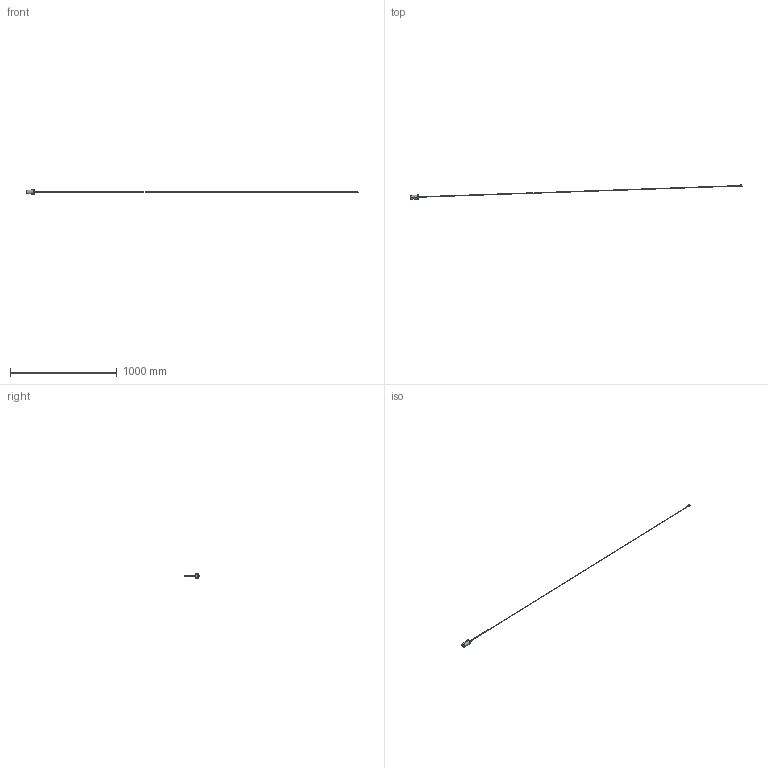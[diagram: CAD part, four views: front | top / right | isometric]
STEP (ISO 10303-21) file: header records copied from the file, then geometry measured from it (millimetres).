
FILE_DESCRIPTION (( 'STEP AP214' ), '1' );
FILE_NAME ('TLS.01.305724_web.STEP', '2020-03-11T08:01:32', ( '' ), ( '' ), 'SwSTEP 2.0', 'SolidWorks 2017', '' );
FILE_SCHEMA (( 'AUTOMOTIVE_DESIGN' ));
Length unit declared in the file: millimetre
Products named in the file (18): STD FAKRA(AT).F.ST-Code D_Code D; cable; STD FAKRA(AT).F.ST-Code D; Housing-1; Nut; Cellular; TLS.01.305724_web; O-Ring-2; O-Ring-4; Cellular_Blue_CFD200; Washer
Assembly tree (9 placements, depth 2):
  Housing-1
  Cellular
  TLS.01.305724_web
    Housing-1
    O-Ring-2
    O-Ring-4
    Cellular_Blue_CFD200
    cable
    Nut
    Washer
    STD FAKRA(AT).F.ST-Code D_Code D
  O-Ring-2
  TLS.01.305724_web
    STD FAKRA(AT).F.ST-Code D
Bounding box: 3116.26 x 135.94 x 42.01 mm (x, y, z)
Volume: 153942.1 mm3; surface area: 66371.5 mm2
Topology: 16 solids, 19 shells, 1034 faces, 2612 edges, 1631 vertices
Faces by surface type: bspline 562, cylinder 220, plane 185, cone 39, torus 28
Entity records: 212054 total; most frequent: CARTESIAN_POINT 186568, ORIENTED_EDGE 5222, EDGE_CURVE 2611, DIRECTION 2240, VERTEX_POINT 1629, EDGE_LOOP 1070, ADVANCED_FACE 1034, FACE_OUTER_BOUND 1034
